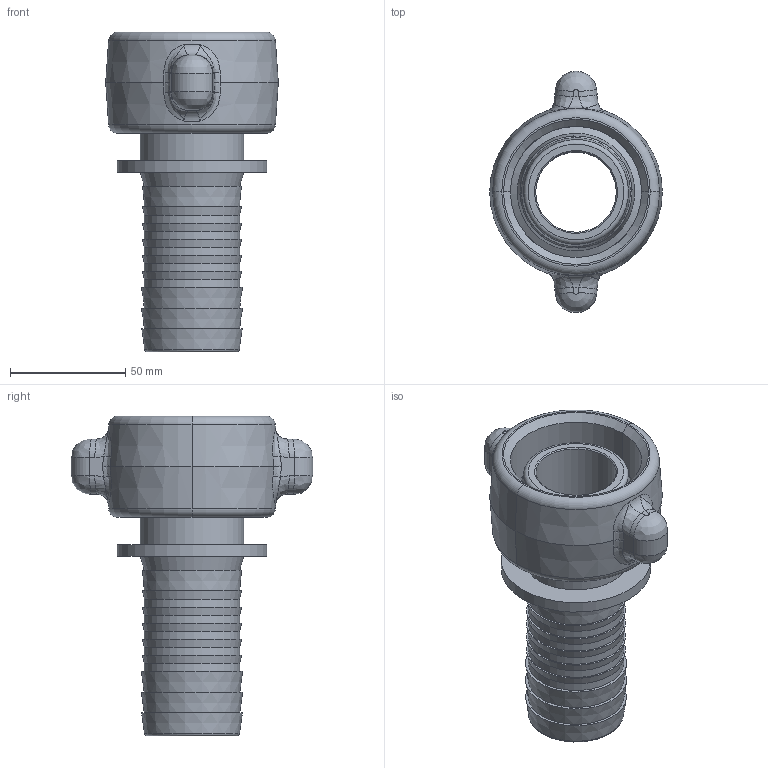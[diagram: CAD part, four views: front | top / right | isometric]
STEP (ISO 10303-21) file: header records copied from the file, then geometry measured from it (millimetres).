
FILE_DESCRIPTION(/* description */ (''),/* implementation_level */ '2;1');
FILE_NAME(/* name */ '62_42_s.stp',/* time_stamp */ '2020-04-09T12:49:12+02:00',/* author */ ('schnellinger'),/* organization */ (''),/* preprocessor_version */ 'ST-DEVELOPER v17',/* originating_system */ 'Autodesk Inventor 2018',/* authorisation */ '0 mm^3');
FILE_SCHEMA (('AUTOMOTIVE_DESIGN { 1 0 10303 214 3 1 1 }'));
Length unit declared in the file: millimetre
Products named in the file (1): LUE_00025743
Bounding box: 75 x 104.93 x 139 mm (x, y, z)
Volume: 168573.4 mm3; surface area: 66288.3 mm2
Topology: 4 solids, 4 shells, 128 faces, 316 edges, 196 vertices
Faces by surface type: plane 30, bspline 28, cone 26, cylinder 26, torus 18
Full cylindrical faces by diameter (mm): 35 x1, 41.5 x5, 45 x1, 45.5 x1, 57 x1, 65 x1
Entity records: 5554 total; most frequent: CARTESIAN_POINT 2382, DIRECTION 646, ORIENTED_EDGE 616, EDGE_CURVE 308, AXIS2_PLACEMENT_3D 289, VERTEX_POINT 196, CIRCLE 188, EDGE_LOOP 144
